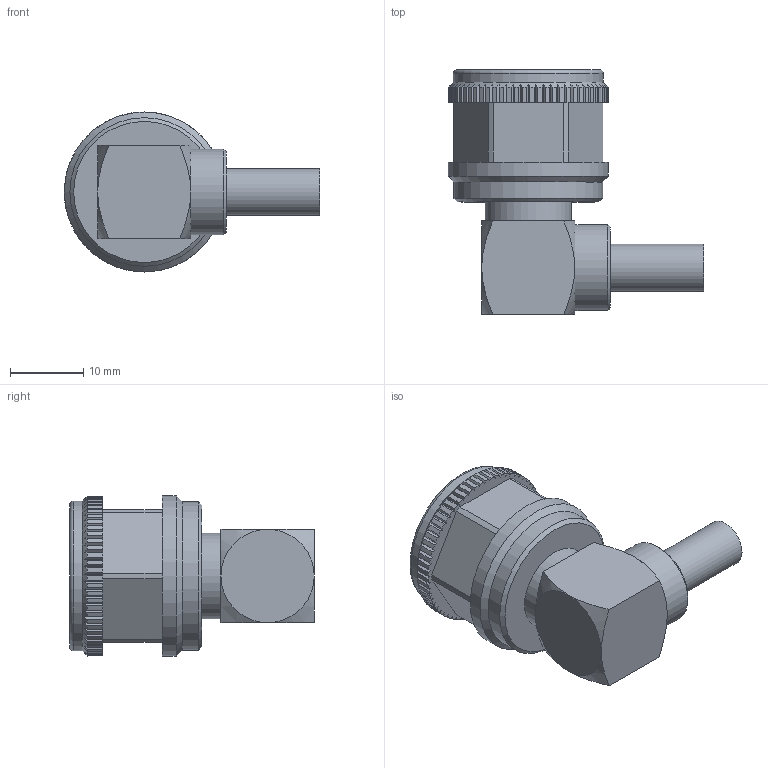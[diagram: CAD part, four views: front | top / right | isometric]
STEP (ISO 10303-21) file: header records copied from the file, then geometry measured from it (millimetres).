
FILE_DESCRIPTION (( 'STEP AP203' ), '1' );
FILE_NAME ('PE44524_3D.step', '2020-11-04T18:44:10', ( '' ), ( '' ), 'SwSTEP 2.0', 'SolidWorks 2018', '' );
FILE_SCHEMA (( 'CONFIG_CONTROL_DESIGN' ));
Length unit declared in the file: inch
Products named in the file (1): PE44524_3D
Bounding box: 34.76 x 33.28 x 21.78 mm (x, y, z)
Volume: 7075 mm3; surface area: 4717.5 mm2
Topology: 2 solids, 2 shells, 291 faces, 804 edges, 531 vertices
Faces by surface type: plane 174, cylinder 93, cone 19, bspline 3, torus 2
Full cylindrical faces by diameter (mm): 1.524 x1, 2.794 x1, 3.983 x3, 4.418 x2, 5.3 x1, 6.4 x1, 6.985 x1, 8.255 x1, 11.671 x1, 11.684 x1, 15.875 x5, 20.233 x1, 20.385 x1, 21.775 x1
Entity records: 10192 total; most frequent: CARTESIAN_POINT 3092, ORIENTED_EDGE 1516, DIRECTION 1371, EDGE_CURVE 758, VERTEX_POINT 515, AXIS2_PLACEMENT_3D 493, VECTOR 385, LINE 385
